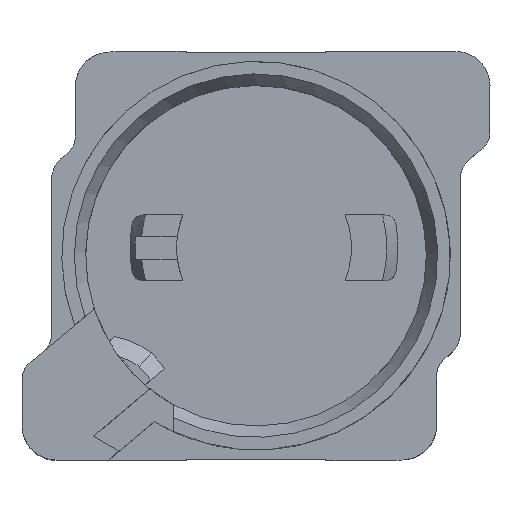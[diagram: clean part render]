
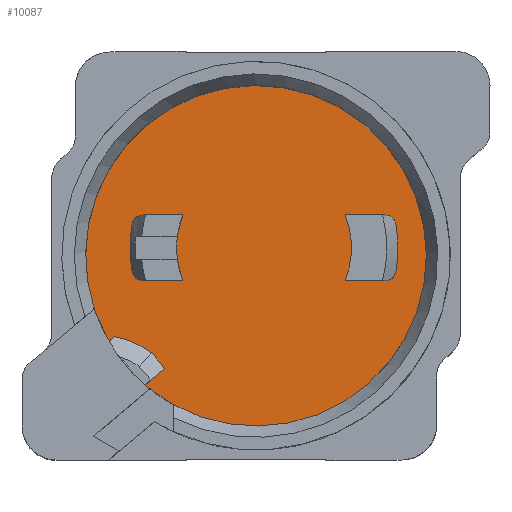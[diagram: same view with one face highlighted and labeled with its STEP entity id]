
A CAD part, top view. The second image highlights one B-rep face of the part: STEP entity #10087.
In plain terms, the highlighted planar face has unit normal (0, 0, 1).
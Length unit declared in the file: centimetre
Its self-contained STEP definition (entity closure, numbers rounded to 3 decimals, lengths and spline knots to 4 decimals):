
#214=CIRCLE($,#10596,0.385);
#218=CIRCLE($,#10602,0.05);
#219=CIRCLE($,#10605,0.59);
#221=CIRCLE($,#10610,0.05);
#222=CIRCLE($,#10616,0.75);
#271=CIRCLE($,#10696,0.385);
#275=CIRCLE($,#10706,0.05);
#276=CIRCLE($,#10708,0.59);
#295=CIRCLE($,#10760,0.05);
#296=CIRCLE($,#10761,0.1575);
#417=FACE_BOUND($,#1114,.T.);
#418=FACE_BOUND($,#1115,.T.);
#419=FACE_BOUND($,#1116,.T.);
#1114=EDGE_LOOP($,(#7460,#7461,#7462,#7463,#7464,#7465));
#1115=EDGE_LOOP($,(#7466,#7467,#7468,#7469));
#1116=EDGE_LOOP($,(#7470,#7471,#7472,#7473,#7474,#7475));
#1908=LINE($,#14880,#3140);
#1915=LINE($,#14911,#3147);
#1921=LINE($,#14930,#3153);
#2059=LINE($,#15347,#3291);
#2111=LINE($,#15598,#3343);
#2112=LINE($,#15599,#3344);
#3140=VECTOR($,#11821,0.1596);
#3147=VECTOR($,#11834,0.1749);
#3153=VECTOR($,#11850,0.1749);
#3291=VECTOR($,#12168,0.1749);
#3343=VECTOR($,#12346,0.2182);
#3344=VECTOR($,#12347,0.1749);
#4371=VERTEX_POINT($,#14859);
#4372=VERTEX_POINT($,#14860);
#4380=VERTEX_POINT($,#14877);
#4381=VERTEX_POINT($,#14879);
#4385=VERTEX_POINT($,#14889);
#4386=VERTEX_POINT($,#14890);
#4389=VERTEX_POINT($,#14910);
#4392=VERTEX_POINT($,#14920);
#4394=VERTEX_POINT($,#14929);
#4397=VERTEX_POINT($,#14939);
#4403=VERTEX_POINT($,#14974);
#4541=VERTEX_POINT($,#15338);
#4542=VERTEX_POINT($,#15339);
#4552=VERTEX_POINT($,#15377);
#4554=VERTEX_POINT($,#15395);
#4600=VERTEX_POINT($,#15596);
#5401=EDGE_CURVE($,#4371,#4372,#214,.T.);
#5410=EDGE_CURVE($,#4380,#4381,#1908,.T.);
#5415=EDGE_CURVE($,#4385,#4386,#218,.T.);
#5419=EDGE_CURVE($,#4389,#4371,#1915,.T.);
#5423=EDGE_CURVE($,#4386,#4392,#219,.T.);
#5428=EDGE_CURVE($,#4372,#4394,#1921,.T.);
#5432=EDGE_CURVE($,#4392,#4397,#221,.T.);
#5441=EDGE_CURVE($,#4381,#4403,#222,.T.);
#5619=EDGE_CURVE($,#4541,#4542,#271,.T.);
#5623=EDGE_CURVE($,#4542,#4385,#2059,.T.);
#5639=EDGE_CURVE($,#4394,#4552,#275,.T.);
#5642=EDGE_CURVE($,#4552,#4554,#276,.T.);
#5715=EDGE_CURVE($,#4554,#4389,#295,.T.);
#5716=EDGE_CURVE($,#4600,#4380,#296,.T.);
#5717=EDGE_CURVE($,#4403,#4600,#2111,.T.);
#5718=EDGE_CURVE($,#4397,#4541,#2112,.T.);
#7460=ORIENTED_EDGE($,*,*,#5401,.F.);
#7461=ORIENTED_EDGE($,*,*,#5419,.F.);
#7462=ORIENTED_EDGE($,*,*,#5715,.F.);
#7463=ORIENTED_EDGE($,*,*,#5642,.F.);
#7464=ORIENTED_EDGE($,*,*,#5639,.F.);
#7465=ORIENTED_EDGE($,*,*,#5428,.F.);
#7466=ORIENTED_EDGE($,*,*,#5410,.F.);
#7467=ORIENTED_EDGE($,*,*,#5716,.F.);
#7468=ORIENTED_EDGE($,*,*,#5717,.F.);
#7469=ORIENTED_EDGE($,*,*,#5441,.F.);
#7470=ORIENTED_EDGE($,*,*,#5432,.F.);
#7471=ORIENTED_EDGE($,*,*,#5423,.F.);
#7472=ORIENTED_EDGE($,*,*,#5415,.F.);
#7473=ORIENTED_EDGE($,*,*,#5623,.F.);
#7474=ORIENTED_EDGE($,*,*,#5619,.F.);
#7475=ORIENTED_EDGE($,*,*,#5718,.F.);
#9621=PLANE($,#10759);
#10087=ADVANCED_FACE($,(#417,#418,#419),#9621,.T.);
#10596=AXIS2_PLACEMENT_3D($,#14861,#11806,#11807);
#10602=AXIS2_PLACEMENT_3D($,#14891,#11828,#11829);
#10605=AXIS2_PLACEMENT_3D($,#14921,#11839,#11840);
#10610=AXIS2_PLACEMENT_3D($,#14940,#11855,#11856);
#10616=AXIS2_PLACEMENT_3D($,#14975,#11874,#11875);
#10696=AXIS2_PLACEMENT_3D($,#15340,#12160,#12161);
#10706=AXIS2_PLACEMENT_3D($,#15378,#12195,#12196);
#10708=AXIS2_PLACEMENT_3D($,#15396,#12200,#12201);
#10759=AXIS2_PLACEMENT_3D($,#15594,#12340,#12341);
#10760=AXIS2_PLACEMENT_3D($,#15595,#12342,#12343);
#10761=AXIS2_PLACEMENT_3D($,#15597,#12344,#12345);
#11806=DIRECTION('center_axis',(0.,0.,
-1.));
#11807=DIRECTION('ref_axis',(-0.926,0.377,0.));
#11821=DIRECTION($,(0.768,0.64,0.));
#11828=DIRECTION('center_axis',(0.,0.,
1.));
#11829=DIRECTION('ref_axis',(0.642,-0.767,0.));
#11834=DIRECTION($,(1.,0.,0.));
#11839=DIRECTION('center_axis',(0.,0.,
1.));
#11840=DIRECTION('ref_axis',(0.969,-0.246,0.));
#11850=DIRECTION($,(-1.,0.,0.));
#11855=DIRECTION('center_axis',(0.,0.,
1.));
#11856=DIRECTION('ref_axis',(0.642,0.767,0.));
#11874=DIRECTION('center_axis',(0.,0.,
-1.));
#11875=DIRECTION('ref_axis',(0.4,0.917,0.));
#12160=DIRECTION('center_axis',(0.,0.,
-1.));
#12161=DIRECTION('ref_axis',(0.926,-0.377,0.));
#12168=DIRECTION($,(1.,0.,0.));
#12195=DIRECTION('center_axis',(0.,0.,
1.));
#12196=DIRECTION('ref_axis',(-0.642,0.767,0.));
#12200=DIRECTION('center_axis',(0.,0.,
1.));
#12201=DIRECTION('ref_axis',(-0.969,0.246,0.));
#12340=DIRECTION('center_axis',(0.,0.,
1.));
#12341=DIRECTION('ref_axis',(0.,1.,0.));
#12342=DIRECTION('center_axis',(0.,0.,
1.));
#12343=DIRECTION('ref_axis',(-0.642,-0.767,0.));
#12344=DIRECTION('center_axis',(0.,0.,
1.));
#12345=DIRECTION('ref_axis',(1.,0.,0.));
#12346=DIRECTION($,(-0.768,-0.64,0.));
#12347=DIRECTION($,(-1.,0.,0.));
#14859=CARTESIAN_POINT('',(-0.3214,-0.1097,0.75));
#14860=CARTESIAN_POINT('',(-0.3214,0.1803,0.75));
#14861=CARTESIAN_POINT('Origin',(0.0353,0.0353,0.75));
#14877=CARTESIAN_POINT('',(-0.7717,-0.4778,0.75));
#14879=CARTESIAN_POINT('',(-0.6491,-0.3757,0.75));
#14880=CARTESIAN_POINT($,(-0.4298,-0.1929,0.75));
#14889=CARTESIAN_POINT('',(0.5669,-0.1097,0.75));
#14890=CARTESIAN_POINT('',(0.6161,-0.0685,0.75));
#14891=CARTESIAN_POINT('Origin',(0.5669,-0.0597,0.75));
#14910=CARTESIAN_POINT('',(-0.4963,-0.1097,0.75));
#14911=CARTESIAN_POINT($,(-0.1725,-0.1097,0.75));
#14920=CARTESIAN_POINT('',(0.6161,0.1391,0.75));
#14921=CARTESIAN_POINT('Origin',(0.0353,0.0353,
0.75));
#14929=CARTESIAN_POINT('',(-0.4963,0.1803,0.75));
#14930=CARTESIAN_POINT($,(-0.2683,0.1803,0.75));
#14939=CARTESIAN_POINT('',(0.5669,0.1803,0.75));
#14940=CARTESIAN_POINT('Origin',(0.5669,0.1303,0.75));
#14974=CARTESIAN_POINT('',(-0.4665,-0.5873,0.75));
#14975=CARTESIAN_POINT('Origin',(0.,0.,
0.75));
#15338=CARTESIAN_POINT('',(0.392,0.1803,0.75));
#15339=CARTESIAN_POINT('',(0.392,-0.1097,0.75));
#15340=CARTESIAN_POINT('Origin',(0.0353,0.0353,
0.75));
#15347=CARTESIAN_POINT($,(0.3036,-0.1097,0.75));
#15377=CARTESIAN_POINT('',(-0.5455,0.1391,0.75));
#15378=CARTESIAN_POINT('Origin',(-0.4963,0.1303,0.75));
#15395=CARTESIAN_POINT('',(-0.5455,-0.0685,0.75));
#15396=CARTESIAN_POINT('Origin',(0.0353,0.0353,
0.75));
#15594=CARTESIAN_POINT('Origin',(0.,0.,
0.75));
#15595=CARTESIAN_POINT('Origin',(-0.4963,-0.0597,
0.75));
#15596=CARTESIAN_POINT('',(-0.6341,-0.727,0.75));
#15597=CARTESIAN_POINT('Origin',(-0.762,-0.635,
0.75));
#15598=CARTESIAN_POINT($,(-0.1537,-0.3267,0.75));
#15599=CARTESIAN_POINT($,(0.2427,0.1803,0.75));
